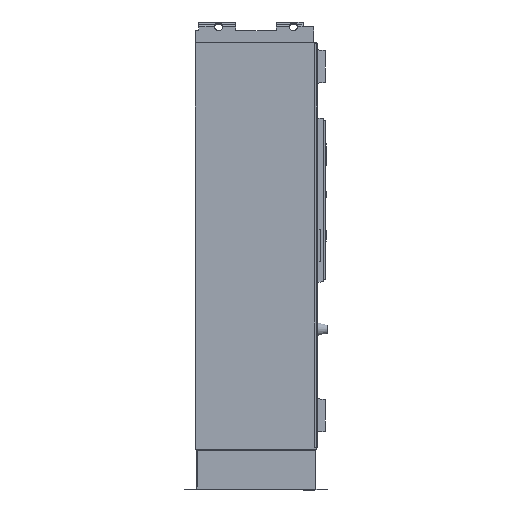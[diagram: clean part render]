
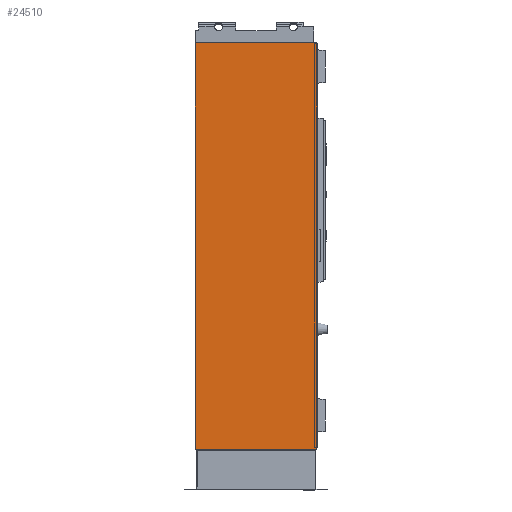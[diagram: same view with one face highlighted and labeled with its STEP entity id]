
A CAD part, left-side view. The second image highlights one B-rep face of the part: STEP entity #24510.
In plain terms, the highlighted planar face has unit normal (-1, 0, 0).
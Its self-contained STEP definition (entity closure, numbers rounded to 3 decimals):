
#24510=ADVANCED_FACE('',(#31016),#28075,.T.);
#28075=PLANE('',#92496);
#31016=FACE_OUTER_BOUND('',#34604,.T.);
#34604=EDGE_LOOP('',(#42304,#42305,#42306,#42307));
#42304=ORIENTED_EDGE('',*,*,#67279,.F.);
#42305=ORIENTED_EDGE('',*,*,#67277,.T.);
#42306=ORIENTED_EDGE('',*,*,#67280,.F.);
#42307=ORIENTED_EDGE('',*,*,#67281,.F.);
#59952=VERTEX_POINT('',#120483);
#59953=VERTEX_POINT('',#120485);
#59954=VERTEX_POINT('',#120489);
#59955=VERTEX_POINT('',#120491);
#67277=EDGE_CURVE('',#59953,#59952,#76935,.T.);
#67279=EDGE_CURVE('',#59953,#59954,#76937,.T.);
#67280=EDGE_CURVE('',#59955,#59952,#76938,.T.);
#67281=EDGE_CURVE('',#59954,#59955,#76939,.T.);
#76935=LINE('',#120484,#85005);
#76937=LINE('',#120488,#85007);
#76938=LINE('',#120490,#85008);
#76939=LINE('',#120492,#85009);
#85005=VECTOR('',#99480,1.);
#85007=VECTOR('',#99484,1.);
#85008=VECTOR('',#99485,1.);
#85009=VECTOR('',#99486,1.);
#92496=AXIS2_PLACEMENT_3D('',#120493,#99487,#99488);
#99480=DIRECTION('',(0.,0.,-1.));
#99484=DIRECTION('',(0.,-1.,0.));
#99485=DIRECTION('',(0.,1.,0.));
#99486=DIRECTION('',(0.,0.,-1.));
#99487=DIRECTION('',(-1.,0.,0.));
#99488=DIRECTION('',(0.,0.,1.));
#120483=CARTESIAN_POINT('',(-2150.,600.,-100.));
#120484=CARTESIAN_POINT('',(-2150.,600.,1932.5));
#120485=CARTESIAN_POINT('',(-2150.,600.,1899.5));
#120488=CARTESIAN_POINT('',(-2150.,600.,1899.5));
#120489=CARTESIAN_POINT('',(-2150.,0.,1899.5));
#120490=CARTESIAN_POINT('',(-2150.,600.,-100.));
#120491=CARTESIAN_POINT('',(-2150.,0.,-100.));
#120492=CARTESIAN_POINT('',(-2150.,0.,0.));
#120493=CARTESIAN_POINT('',(-2150.,300.,1932.5));
